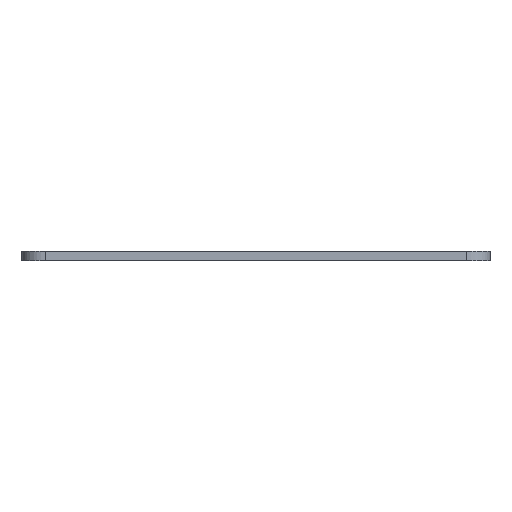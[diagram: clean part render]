
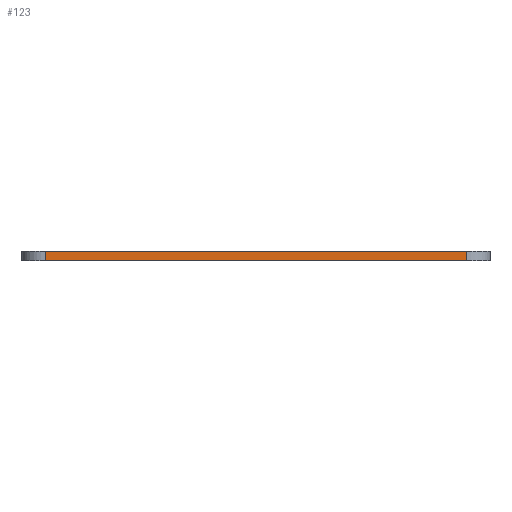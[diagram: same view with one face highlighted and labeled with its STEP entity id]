
A CAD part, front view. The second image highlights one B-rep face of the part: STEP entity #123.
In plain terms, the highlighted planar face has unit normal (0, -1, 0).
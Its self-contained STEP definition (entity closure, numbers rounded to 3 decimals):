
#68 = DIRECTION ( 'NONE',  ( 0., 0., 1. ) ) ;
#93 = LINE ( 'NONE', #2923, #1296 ) ;
#106 = CARTESIAN_POINT ( 'NONE',  ( -150., 695., 0. ) ) ;
#123 = ADVANCED_FACE ( 'NONE', ( #2921 ), #2131, .F. ) ;
#251 = ORIENTED_EDGE ( 'NONE', *, *, #2777, .T. ) ;
#323 = EDGE_CURVE ( 'NONE', #2171, #328, #2264, .T. ) ;
#328 = VERTEX_POINT ( 'NONE', #106 ) ;
#345 = EDGE_CURVE ( 'NONE', #2171, #2427, #966, .T. ) ;
#408 = VECTOR ( 'NONE', #2477, 1000. ) ;
#441 = VECTOR ( 'NONE', #3190, 1000. ) ;
#688 = DIRECTION ( 'NONE',  ( 1., 0., 0. ) ) ;
#966 = LINE ( 'NONE', #3318, #1580 ) ;
#1075 = CARTESIAN_POINT ( 'NONE',  ( -160., 695., 4. ) ) ;
#1147 = DIRECTION ( 'NONE',  ( 0., 0., 1. ) ) ;
#1296 = VECTOR ( 'NONE', #1147, 1000. ) ;
#1400 = AXIS2_PLACEMENT_3D ( 'NONE', #1075, #2667, #68 ) ;
#1440 = CARTESIAN_POINT ( 'NONE',  ( -150., 695., 4. ) ) ;
#1455 = CARTESIAN_POINT ( 'NONE',  ( -150., 695., 4. ) ) ;
#1557 = CARTESIAN_POINT ( 'NONE',  ( 30., 695., 4. ) ) ;
#1580 = VECTOR ( 'NONE', #688, 1000. ) ;
#1805 = EDGE_LOOP ( 'NONE', ( #251, #3174, #2017, #2674 ) ) ;
#1933 = EDGE_CURVE ( 'NONE', #2539, #2427, #93, .T. ) ;
#2017 = ORIENTED_EDGE ( 'NONE', *, *, #345, .F. ) ;
#2131 = PLANE ( 'NONE',  #1400 ) ;
#2171 = VERTEX_POINT ( 'NONE', #1455 ) ;
#2264 = LINE ( 'NONE', #1440, #408 ) ;
#2427 = VERTEX_POINT ( 'NONE', #1557 ) ;
#2477 = DIRECTION ( 'NONE',  ( 0., 0., -1. ) ) ;
#2539 = VERTEX_POINT ( 'NONE', #2703 ) ;
#2667 = DIRECTION ( 'NONE',  ( 0., 1., 0. ) ) ;
#2668 = CARTESIAN_POINT ( 'NONE',  ( -160., 695., 0. ) ) ;
#2674 = ORIENTED_EDGE ( 'NONE', *, *, #323, .T. ) ;
#2684 = LINE ( 'NONE', #2668, #441 ) ;
#2703 = CARTESIAN_POINT ( 'NONE',  ( 30., 695., 0. ) ) ;
#2777 = EDGE_CURVE ( 'NONE', #328, #2539, #2684, .T. ) ;
#2921 = FACE_OUTER_BOUND ( 'NONE', #1805, .T. ) ;
#2923 = CARTESIAN_POINT ( 'NONE',  ( 30., 695., 4. ) ) ;
#3174 = ORIENTED_EDGE ( 'NONE', *, *, #1933, .T. ) ;
#3190 = DIRECTION ( 'NONE',  ( 1., 0., 0. ) ) ;
#3318 = CARTESIAN_POINT ( 'NONE',  ( -160., 695., 4. ) ) ;
